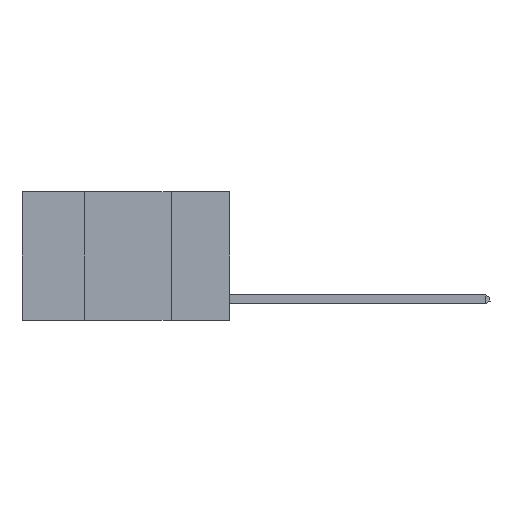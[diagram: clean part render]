
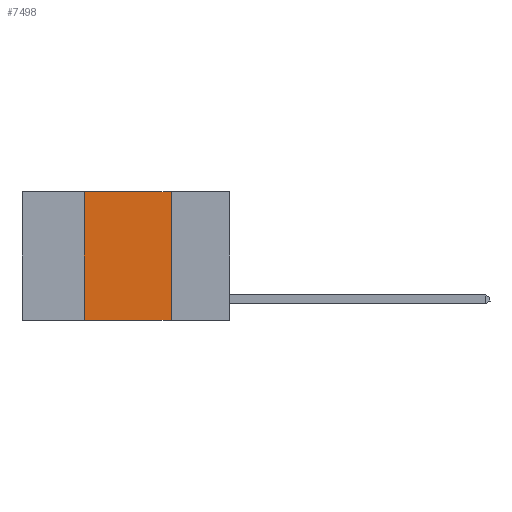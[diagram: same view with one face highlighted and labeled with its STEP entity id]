
A CAD part, left-side view. The second image highlights one B-rep face of the part: STEP entity #7498.
In plain terms, the highlighted planar face has unit normal (-1, 0, 0).
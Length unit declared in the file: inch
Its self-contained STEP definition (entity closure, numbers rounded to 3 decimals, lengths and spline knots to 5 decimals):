
#53 = LINE ( 'NONE', #3472, #6199 ) ;
#258 = ORIENTED_EDGE ( 'NONE', *, *, #6893, .F. ) ;
#438 = CARTESIAN_POINT ( 'NONE',  ( 0., 0.17, 0. ) ) ;
#602 = DIRECTION ( 'NONE',  ( 0., 0., 1. ) ) ;
#863 = VECTOR ( 'NONE', #8297, 39.37008 ) ;
#1559 = CARTESIAN_POINT ( 'NONE',  ( 0., 0.17, -0.37 ) ) ;
#2665 = CARTESIAN_POINT ( 'NONE',  ( 0., 0.42, -0.37 ) ) ;
#3024 = LINE ( 'NONE', #5341, #3526 ) ;
#3079 = AXIS2_PLACEMENT_3D ( 'NONE', #6988, #3713, #5404 ) ;
#3472 = CARTESIAN_POINT ( 'NONE',  ( 0., 0.6, -0.37 ) ) ;
#3526 = VECTOR ( 'NONE', #602, 39.37008 ) ;
#3713 = DIRECTION ( 'NONE',  ( 1., 0., 0. ) ) ;
#4578 = DIRECTION ( 'NONE',  ( 0., -1., 0. ) ) ;
#5052 = EDGE_CURVE ( 'NONE', #6813, #6970, #3024, .T. ) ;
#5335 = LINE ( 'NONE', #438, #863 ) ;
#5341 = CARTESIAN_POINT ( 'NONE',  ( 0., 0.42, 0. ) ) ;
#5346 = FACE_OUTER_BOUND ( 'NONE', #8188, .T. ) ;
#5404 = DIRECTION ( 'NONE',  ( 0., 0., -1. ) ) ;
#5715 = VERTEX_POINT ( 'NONE', #1559 ) ;
#5727 = ORIENTED_EDGE ( 'NONE', *, *, #5052, .F. ) ;
#6199 = VECTOR ( 'NONE', #9883, 39.37008 ) ;
#6383 = VECTOR ( 'NONE', #4578, 39.37008 ) ;
#6813 = VERTEX_POINT ( 'NONE', #2665 ) ;
#6893 = EDGE_CURVE ( 'NONE', #6970, #9005, #10408, .T. ) ;
#6970 = VERTEX_POINT ( 'NONE', #8221 ) ;
#6988 = CARTESIAN_POINT ( 'NONE',  ( 0., 0.6, 0. ) ) ;
#7363 = CARTESIAN_POINT ( 'NONE',  ( 0., 0.6, 0. ) ) ;
#7498 = ADVANCED_FACE ( 'NONE', ( #5346 ), #8652, .F. ) ;
#7736 = ORIENTED_EDGE ( 'NONE', *, *, #10232, .T. ) ;
#8079 = ORIENTED_EDGE ( 'NONE', *, *, #8478, .F. ) ;
#8188 = EDGE_LOOP ( 'NONE', ( #8079, #258, #5727, #7736 ) ) ;
#8221 = CARTESIAN_POINT ( 'NONE',  ( 0., 0.42, 0. ) ) ;
#8297 = DIRECTION ( 'NONE',  ( 0., 0., -1. ) ) ;
#8478 = EDGE_CURVE ( 'NONE', #9005, #5715, #5335, .T. ) ;
#8652 = PLANE ( 'NONE',  #3079 ) ;
#8799 = CARTESIAN_POINT ( 'NONE',  ( 0., 0.17, 0. ) ) ;
#9005 = VERTEX_POINT ( 'NONE', #8799 ) ;
#9883 = DIRECTION ( 'NONE',  ( 0., -1., 0. ) ) ;
#10232 = EDGE_CURVE ( 'NONE', #6813, #5715, #53, .T. ) ;
#10408 = LINE ( 'NONE', #7363, #6383 ) ;
